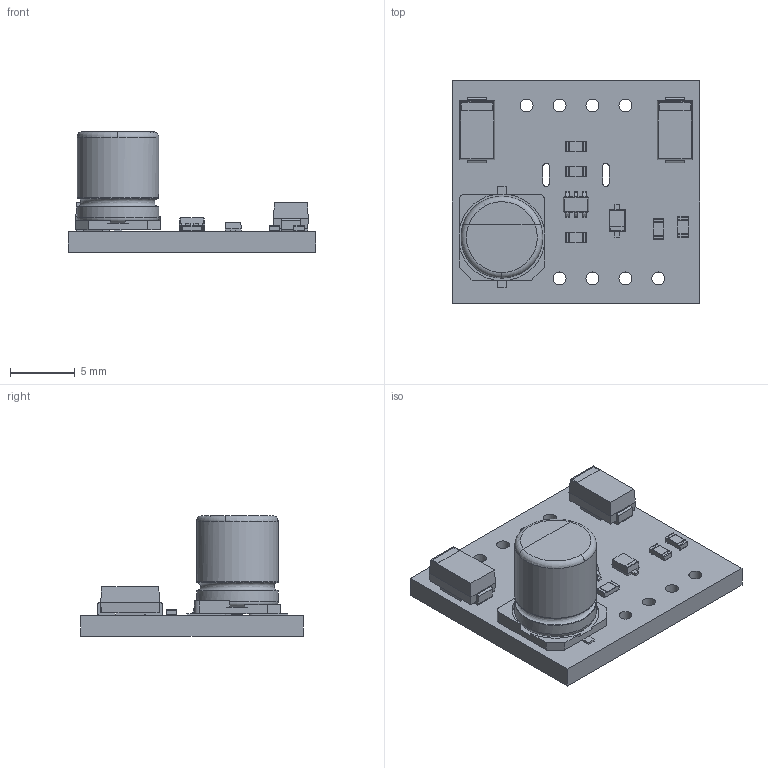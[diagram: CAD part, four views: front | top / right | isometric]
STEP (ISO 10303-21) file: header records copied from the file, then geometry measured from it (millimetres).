
FILE_DESCRIPTION(('FreeCAD Model'),'2;1');
FILE_NAME('PCBA_Miyama_Pulse_cp.step', '2019-02-18T13:14:36',('kicad StepUp'),('ksu MCAD'), 'Open CASCADE STEP processor 7.2','FreeCAD','Unknown');
FILE_SCHEMA(('AUTOMOTIVE_DESIGN { 1 0 10303 214 1 1 1 1 }'));
Length unit declared in the file: millimetre
Products named in the file (1): PCBA_Miyama_Pulse_cp
Bounding box: 19.05 x 17.14 x 9.3 mm (x, y, z)
Volume: 808.7 mm3; surface area: 1245 mm2
Topology: 11 solids, 11 shells, 424 faces, 1075 edges, 677 vertices
Faces by surface type: plane 259, cylinder 98, bspline 62, torus 4, revolution 1
Full cylindrical faces by diameter (mm): 1 x8, 6.3 x2
Entity records: 15638 total; most frequent: CARTESIAN_POINT 2662, ORIENTED_EDGE 2150, DIRECTION 1910, EDGE_CURVE 1075, LINE 775, VECTOR 775, VERTEX_POINT 677, AXIS2_PLACEMENT_3D 567
